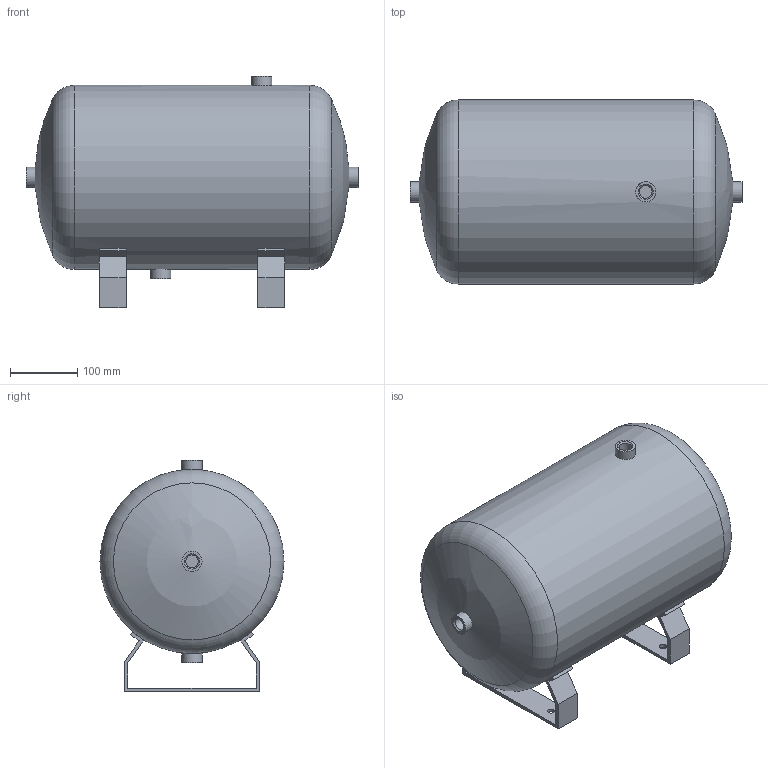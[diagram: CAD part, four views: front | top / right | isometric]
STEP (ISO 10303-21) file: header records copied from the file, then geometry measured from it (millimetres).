
FILE_DESCRIPTION(/* description */ (''),/* implementation_level */ '2;1');
FILE_NAME(/* name */ 'bhl_24-10_es.stp',/* time_stamp */ '2019-08-08T14:44:33+02:00',/* author */ ('leitheußer'),/* organization */ (''),/* preprocessor_version */ 'ST-DEVELOPER v15.6',/* originating_system */ 'Autodesk Inventor LT ',/* authorisation */ '');
FILE_SCHEMA (('AUTOMOTIVE_DESIGN { 1 0 10303 214 3 1 1 }'));
Length unit declared in the file: millimetre
Products named in the file (1): 050614
Bounding box: 492.5 x 273 x 343.75 mm (x, y, z)
Volume: 25210432.9 mm3; surface area: 530975.4 mm2
Topology: 1 solids, 1 shells, 69 faces, 186 edges, 124 vertices
Faces by surface type: plane 48, cylinder 13, cone 4, sphere 2, torus 2
Full cylindrical faces by diameter (mm): 10.5 x4, 18.63 x4, 30 x4, 273 x1
Entity records: 3147 total; most frequent: CARTESIAN_POINT 1414, DIRECTION 328, ORIENTED_EDGE 304, EDGE_CURVE 152, LINE 112, VECTOR 112, VERTEX_POINT 112, EDGE_LOOP 108
